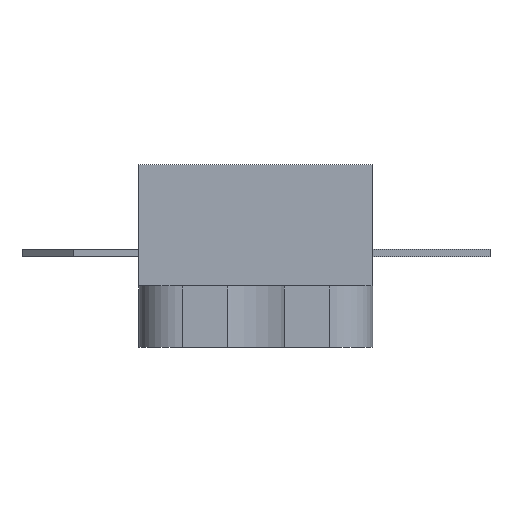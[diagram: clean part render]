
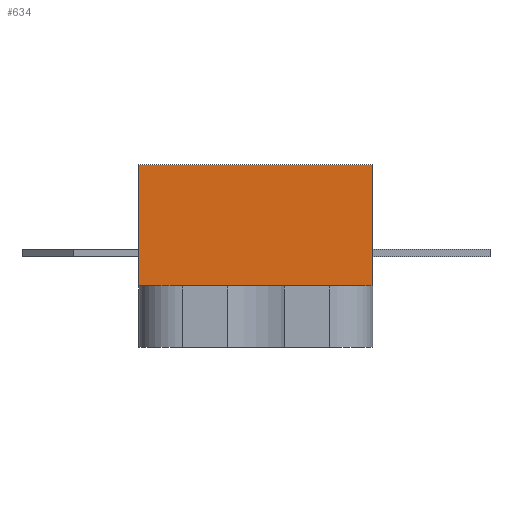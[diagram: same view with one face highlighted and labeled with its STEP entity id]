
A CAD part, left-side view. The second image highlights one B-rep face of the part: STEP entity #634.
In plain terms, the highlighted planar face has unit normal (-1, 0, 0).
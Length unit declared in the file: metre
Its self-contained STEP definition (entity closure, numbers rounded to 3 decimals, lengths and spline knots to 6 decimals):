
#110=ORIENTED_EDGE('',*,*,#255,.F.);
#111=ORIENTED_EDGE('',*,*,#248,.F.);
#112=ORIENTED_EDGE('',*,*,#256,.T.);
#113=ORIENTED_EDGE('',*,*,#253,.T.);
#248=EDGE_CURVE('',#326,#324,#393,.T.);
#253=EDGE_CURVE('',#330,#329,#398,.T.);
#255=EDGE_CURVE('',#324,#329,#400,.T.);
#256=EDGE_CURVE('',#326,#330,#401,.T.);
#324=VERTEX_POINT('',#1000);
#326=VERTEX_POINT('',#1004);
#329=VERTEX_POINT('',#1014);
#330=VERTEX_POINT('',#1016);
#393=LINE('',#1005,#468);
#398=LINE('',#1015,#473);
#400=LINE('',#1019,#475);
#401=LINE('',#1020,#476);
#468=VECTOR('',#819,1.);
#473=VECTOR('',#828,1.);
#475=VECTOR('',#832,1.);
#476=VECTOR('',#833,1.);
#529=EDGE_LOOP('',(#110,#111,#112,#113));
#566=FACE_BOUND('',#529,.T.);
#603=PLANE('',#721);
#634=ADVANCED_FACE('',(#566),#603,.T.);
#721=AXIS2_PLACEMENT_3D('',#1018,#830,#831);
#819=DIRECTION('',(0.,0.,-1.));
#828=DIRECTION('',(0.,0.,-1.));
#830=DIRECTION('',(-1.,0.,0.));
#831=DIRECTION('',(0.,0.,1.));
#832=DIRECTION('',(0.,1.,0.));
#833=DIRECTION('',(0.,1.,0.));
#1000=CARTESIAN_POINT('',(-0.00254,-0.002032,-0.000508));
#1004=CARTESIAN_POINT('',(-0.00254,-0.002032,0.0016));
#1005=CARTESIAN_POINT('',(-0.00254,-0.002032,0.0016));
#1014=CARTESIAN_POINT('',(-0.00254,0.002032,-0.000508));
#1015=CARTESIAN_POINT('',(-0.00254,0.002032,0.0016));
#1016=CARTESIAN_POINT('',(-0.00254,0.002032,0.0016));
#1018=CARTESIAN_POINT('',(-0.00254,0.,0.0016));
#1019=CARTESIAN_POINT('',(-0.00254,0.,-0.000508));
#1020=CARTESIAN_POINT('',(-0.00254,0.,0.0016));
